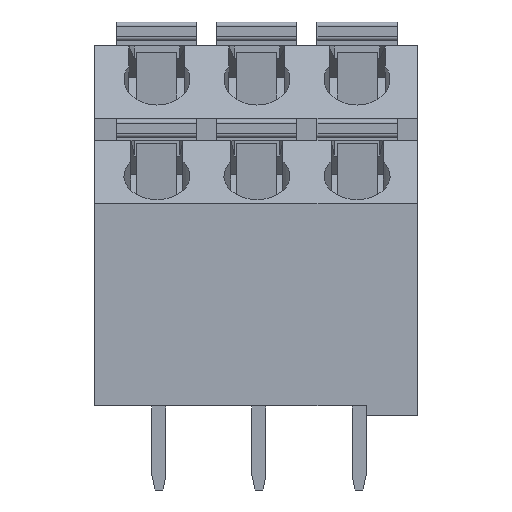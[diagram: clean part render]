
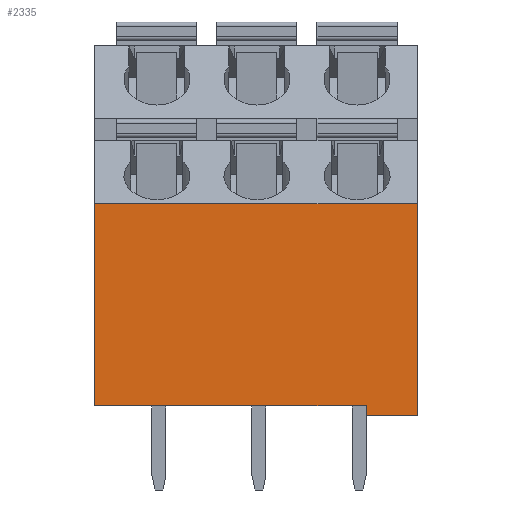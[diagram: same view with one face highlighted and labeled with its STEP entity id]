
A CAD part, front view. The second image highlights one B-rep face of the part: STEP entity #2335.
In plain terms, the highlighted planar face has unit normal (0, -1, 0).
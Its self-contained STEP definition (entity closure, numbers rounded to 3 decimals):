
#1318 = VERTEX_POINT ( 'NONE', #21060 ) ;
#2335 = ADVANCED_FACE ( 'NONE', ( #9704 ), #11969, .F. ) ;
#3581 = LINE ( 'NONE', #20548, #14721 ) ;
#3786 = ORIENTED_EDGE ( 'NONE', *, *, #12685, .T. ) ;
#3967 = EDGE_CURVE ( 'NONE', #15357, #14934, #24930, .T. ) ;
#4336 = CARTESIAN_POINT ( 'NONE',  ( -8.2, -12.3, 0. ) ) ;
#4630 = DIRECTION ( 'NONE',  ( 1., 0., 0. ) ) ;
#5328 = DIRECTION ( 'NONE',  ( 0., 1., 0. ) ) ;
#6523 = VECTOR ( 'NONE', #18976, 1000. ) ;
#6601 = LINE ( 'NONE', #4336, #18873 ) ;
#6856 = VERTEX_POINT ( 'NONE', #9364 ) ;
#6952 = CARTESIAN_POINT ( 'NONE',  ( 5.35, -12.3, -0.5 ) ) ;
#8165 = ORIENTED_EDGE ( 'NONE', *, *, #3967, .F. ) ;
#8484 = CARTESIAN_POINT ( 'NONE',  ( 7.9, -12.3, -0.5 ) ) ;
#9179 = ORIENTED_EDGE ( 'NONE', *, *, #19700, .F. ) ;
#9364 = CARTESIAN_POINT ( 'NONE',  ( -8.2, -12.3, 10.101 ) ) ;
#9704 = FACE_OUTER_BOUND ( 'NONE', #26667, .T. ) ;
#9710 = ORIENTED_EDGE ( 'NONE', *, *, #23863, .T. ) ;
#10358 = CARTESIAN_POINT ( 'NONE',  ( 5.35, -12.3, -0.5 ) ) ;
#11674 = CARTESIAN_POINT ( 'NONE',  ( 5.35, -12.3, 0. ) ) ;
#11842 = DIRECTION ( 'NONE',  ( 0., 0., 1. ) ) ;
#11969 = PLANE ( 'NONE',  #18041 ) ;
#12278 = CARTESIAN_POINT ( 'NONE',  ( 7.9, -12.3, 10.101 ) ) ;
#12327 = VERTEX_POINT ( 'NONE', #19976 ) ;
#12685 = EDGE_CURVE ( 'NONE', #12327, #13767, #6601, .T. ) ;
#13767 = VERTEX_POINT ( 'NONE', #11674 ) ;
#14040 = VECTOR ( 'NONE', #18347, 1000. ) ;
#14281 = VECTOR ( 'NONE', #25050, 1000. ) ;
#14535 = LINE ( 'NONE', #23168, #20698 ) ;
#14721 = VECTOR ( 'NONE', #16306, 1000. ) ;
#14934 = VERTEX_POINT ( 'NONE', #6952 ) ;
#15357 = VERTEX_POINT ( 'NONE', #8484 ) ;
#16245 = LINE ( 'NONE', #12278, #14040 ) ;
#16255 = DIRECTION ( 'NONE',  ( 0., 0., -1. ) ) ;
#16306 = DIRECTION ( 'NONE',  ( 0., 0., -1. ) ) ;
#18041 = AXIS2_PLACEMENT_3D ( 'NONE', #26836, #5328, #11842 ) ;
#18347 = DIRECTION ( 'NONE',  ( -1., 0., 0. ) ) ;
#18873 = VECTOR ( 'NONE', #4630, 1000. ) ;
#18976 = DIRECTION ( 'NONE',  ( 0., 0., 1. ) ) ;
#19700 = EDGE_CURVE ( 'NONE', #1318, #15357, #3581, .T. ) ;
#19976 = CARTESIAN_POINT ( 'NONE',  ( -8.2, -12.3, 0. ) ) ;
#20508 = ORIENTED_EDGE ( 'NONE', *, *, #21065, .T. ) ;
#20548 = CARTESIAN_POINT ( 'NONE',  ( 7.9, -12.3, 18. ) ) ;
#20698 = VECTOR ( 'NONE', #16255, 1000. ) ;
#20778 = EDGE_CURVE ( 'NONE', #14934, #13767, #21079, .T. ) ;
#21060 = CARTESIAN_POINT ( 'NONE',  ( 7.9, -12.3, 10.101 ) ) ;
#21065 = EDGE_CURVE ( 'NONE', #6856, #12327, #14535, .T. ) ;
#21079 = LINE ( 'NONE', #10358, #6523 ) ;
#23107 = ORIENTED_EDGE ( 'NONE', *, *, #20778, .F. ) ;
#23168 = CARTESIAN_POINT ( 'NONE',  ( -8.2, -12.3, 18. ) ) ;
#23863 = EDGE_CURVE ( 'NONE', #1318, #6856, #16245, .T. ) ;
#24930 = LINE ( 'NONE', #25320, #14281 ) ;
#25050 = DIRECTION ( 'NONE',  ( -1., 0., 0. ) ) ;
#25320 = CARTESIAN_POINT ( 'NONE',  ( 7.9, -12.3, -0.5 ) ) ;
#26667 = EDGE_LOOP ( 'NONE', ( #9179, #9710, #20508, #3786, #23107, #8165 ) ) ;
#26836 = CARTESIAN_POINT ( 'NONE',  ( -8.2, -12.3, 18. ) ) ;
